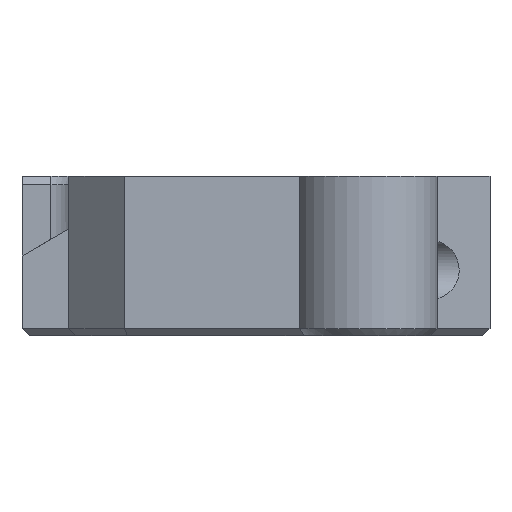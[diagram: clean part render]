
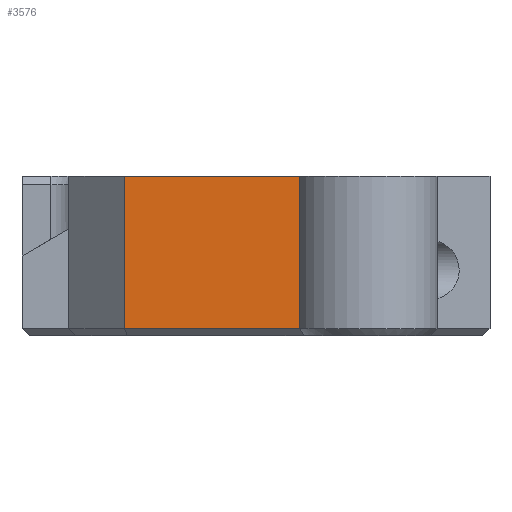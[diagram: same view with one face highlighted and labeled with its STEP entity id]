
A CAD part, left-side view. The second image highlights one B-rep face of the part: STEP entity #3576.
In plain terms, the highlighted planar face has unit normal (-1, 0, 0).
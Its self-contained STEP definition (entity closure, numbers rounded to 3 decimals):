
#489=FACE_OUTER_BOUND('',#703,.T.);
#703=EDGE_LOOP('',(#3237,#3238,#3239,#3240));
#741=LINE('',#4845,#1114);
#898=LINE('',#5410,#1271);
#936=LINE('',#5582,#1309);
#1083=LINE('',#5953,#1456);
#1114=VECTOR('',#3927,10.);
#1271=VECTOR('',#4228,10.);
#1309=VECTOR('',#4324,10.);
#1456=VECTOR('',#4745,10.);
#1495=VERTEX_POINT('',#4842);
#1496=VERTEX_POINT('',#4844);
#1623=VERTEX_POINT('',#5333);
#1688=VERTEX_POINT('',#5578);
#1817=EDGE_CURVE('',#1495,#1496,#741,.T.);
#2024=EDGE_CURVE('',#1623,#1496,#898,.T.);
#2085=EDGE_CURVE('',#1623,#1688,#936,.T.);
#2267=EDGE_CURVE('',#1495,#1688,#1083,.T.);
#3237=ORIENTED_EDGE('',*,*,#2024,.T.);
#3238=ORIENTED_EDGE('',*,*,#1817,.F.);
#3239=ORIENTED_EDGE('',*,*,#2267,.T.);
#3240=ORIENTED_EDGE('',*,*,#2085,.F.);
#3393=PLANE('',#3856);
#3576=ADVANCED_FACE('',(#489),#3393,.T.);
#3856=AXIS2_PLACEMENT_3D('',#5952,#4743,#4744);
#3927=DIRECTION('',(0.,-1.,0.));
#4228=DIRECTION('',(0.,0.,1.));
#4324=DIRECTION('',(0.,1.,0.));
#4743=DIRECTION('center_axis',(-1.,0.,0.));
#4744=DIRECTION('ref_axis',(0.,1.,0.));
#4745=DIRECTION('',(0.,0.,-1.));
#4842=CARTESIAN_POINT('',(-59.,14.05,5.));
#4844=CARTESIAN_POINT('',(-59.,-4.648,5.));
#4845=CARTESIAN_POINT('',(-59.,14.05,5.));
#5333=CARTESIAN_POINT('',(-59.,-4.648,-11.25));
#5410=CARTESIAN_POINT('',(-59.,-4.648,5.));
#5578=CARTESIAN_POINT('',(-59.,14.05,-11.25));
#5582=CARTESIAN_POINT('',(-59.,7.,-11.25));
#5952=CARTESIAN_POINT('Origin',(-59.,14.,0.));
#5953=CARTESIAN_POINT('',(-59.,14.05,0.));
